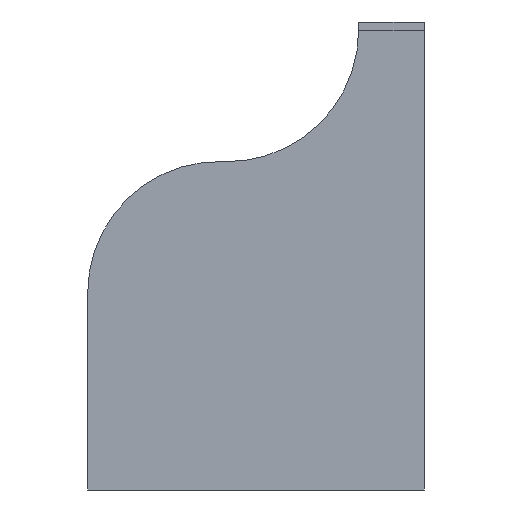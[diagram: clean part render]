
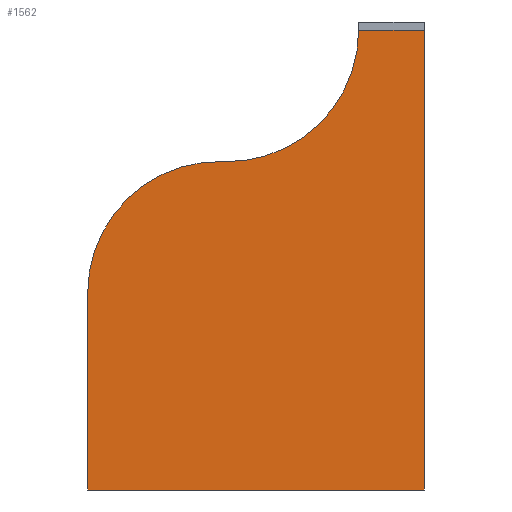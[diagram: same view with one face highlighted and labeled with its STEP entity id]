
A CAD part, left-side view. The second image highlights one B-rep face of the part: STEP entity #1562.
In plain terms, the highlighted planar face has unit normal (-1, 0, 0).
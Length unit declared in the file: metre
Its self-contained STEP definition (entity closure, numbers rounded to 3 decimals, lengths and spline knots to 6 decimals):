
#20 = CARTESIAN_POINT('NONE', (-0.098425, 0, -0));
#21 = VERTEX_POINT('NONE', #20);
#22 = CARTESIAN_POINT('NONE', (-0.098425, 0.130175, -0));
#23 = VERTEX_POINT('NONE', #22);
#28 = CARTESIAN_POINT('NONE', (-0.098425, 0.130175, 0.0762));
#29 = VERTEX_POINT('NONE', #28);
#32 = CARTESIAN_POINT('NONE', (-0.098425, 0.077787, 0.127));
#33 = VERTEX_POINT('NONE', #32);
#36 = CARTESIAN_POINT('NONE', (-0.098425, 0.0254, 0.1778));
#37 = VERTEX_POINT('NONE', #36);
#40 = CARTESIAN_POINT('NONE', (-0.098425, 0, 0.1778));
#41 = VERTEX_POINT('NONE', #40);
#288 = DIRECTION('NONE', (0, 1, 0));
#289 = VECTOR('NONE', #288, 1);
#290 = CARTESIAN_POINT('NONE', (-0.098425, 0, -0));
#291 = LINE('NONE', #290, #289);
#304 = DIRECTION('NONE', (0, 0, 1));
#305 = VECTOR('NONE', #304, 1);
#306 = CARTESIAN_POINT('NONE', (-0.098425, 0.130175, -0));
#307 = LINE('NONE', #306, #305);
#316 = DIRECTION('NONE', (0, 1, 0.));
#317 = DIRECTION('NONE', (1, 0, -0));
#318 = CARTESIAN_POINT('NONE', (-0.098425, 0.079351, 0.0762));
#319 = AXIS2_PLACEMENT_3D('NONE', #318, #317, #316);
#320 = CIRCLE('NONE', #319, 0.050824);
#330 = DIRECTION('NONE', (0, 0.031, -1.));
#331 = DIRECTION('NONE', (-1, 0, -0));
#332 = CARTESIAN_POINT('NONE', (-0.098425, 0.076224, 0.1778));
#333 = AXIS2_PLACEMENT_3D('NONE', #332, #331, #330);
#334 = CIRCLE('NONE', #333, 0.050824);
#344 = DIRECTION('NONE', (0, -1, 0));
#345 = VECTOR('NONE', #344, 1);
#346 = CARTESIAN_POINT('NONE', (-0.098425, 0.0254, 0.1778));
#347 = LINE('NONE', #346, #345);
#356 = DIRECTION('NONE', (0, 0, -1));
#357 = VECTOR('NONE', #356, 1);
#358 = CARTESIAN_POINT('NONE', (-0.098425, 0, 0.1778));
#359 = LINE('NONE', #358, #357);
#983 = EDGE_CURVE('NONE', #21, #23, #291, .T.);
#987 = EDGE_CURVE('NONE', #23, #29, #307, .T.);
#990 = EDGE_CURVE('NONE', #29, #33, #320, .T.);
#993 = EDGE_CURVE('NONE', #33, #37, #334, .T.);
#996 = EDGE_CURVE('NONE', #37, #41, #347, .T.);
#999 = EDGE_CURVE('NONE', #41, #21, #359, .T.);
#1198 = CARTESIAN_POINT('NONE', (-0.098425, 0, -0));
#1199 = DIRECTION('NONE', (1, -0, 0));
#1200 = AXIS2_PLACEMENT_3D('NONE', #1198, #1199, $);
#1201 = PLANE('NONE', #1200);
#1554 = ORIENTED_EDGE('NONE', *, *, #983, .T.);
#1555 = ORIENTED_EDGE('NONE', *, *, #987, .T.);
#1556 = ORIENTED_EDGE('NONE', *, *, #990, .T.);
#1557 = ORIENTED_EDGE('NONE', *, *, #993, .T.);
#1558 = ORIENTED_EDGE('NONE', *, *, #996, .T.);
#1559 = ORIENTED_EDGE('NONE', *, *, #999, .T.);
#1560 = EDGE_LOOP('NONE', (#1554, #1555, #1556, #1557, #1558, #1559));
#1561 = FACE_BOUND('NONE', #1560, .T.);
#1562 = ADVANCED_FACE('NONE', (#1561), #1201, .F.);
